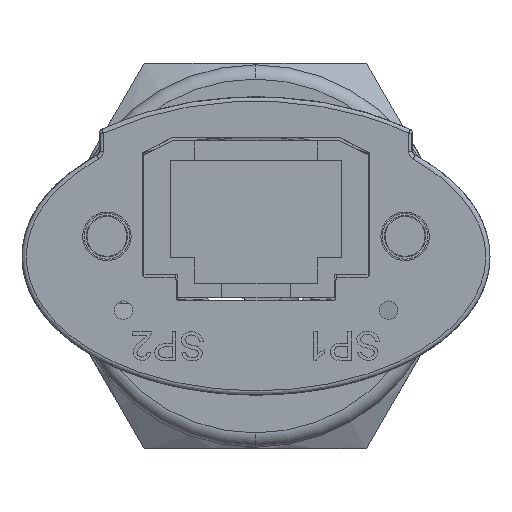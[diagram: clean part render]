
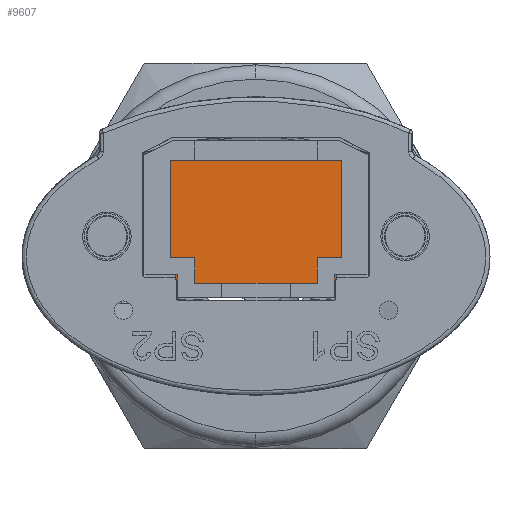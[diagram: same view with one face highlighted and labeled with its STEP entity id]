
A CAD part, left-side view. The second image highlights one B-rep face of the part: STEP entity #9607.
In plain terms, the highlighted planar face has unit normal (-1, 0, 0).
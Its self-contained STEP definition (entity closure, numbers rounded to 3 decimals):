
#5921=CARTESIAN_POINT('',(-43.22,-5.625,-2.87));
#5922=VERTEX_POINT('',#5921);
#5930=CARTESIAN_POINT('',(-43.22,5.625,-2.87));
#5931=VERTEX_POINT('',#5930);
#5932=CARTESIAN_POINT('',(-43.22,5.625,-2.87));
#5933=DIRECTION('',(0.0,-1.0,0.0));
#5934=VECTOR('',#5933,11.25);
#5935=LINE('',#5932,#5934);
#5936=EDGE_CURVE('',#5931,#5922,#5935,.T.);
#8244=CARTESIAN_POINT('',(-43.22,-4.3,-0.07));
#8245=VERTEX_POINT('',#8244);
#8246=CARTESIAN_POINT('',(-43.22,-6.,-0.07));
#8247=VERTEX_POINT('',#8246);
#8248=CARTESIAN_POINT('',(-43.22,-4.3,-0.07));
#8249=DIRECTION('',(0.0,-1.0,0.0));
#8250=VECTOR('',#8249,1.7);
#8251=LINE('',#8248,#8250);
#8252=EDGE_CURVE('',#8245,#8247,#8251,.T.);
#8275=CARTESIAN_POINT('',(-43.22,-6.,6.73));
#8276=VERTEX_POINT('',#8275);
#8277=CARTESIAN_POINT('',(-43.22,-6.,-0.07));
#8278=DIRECTION('',(0.0,0.0,1.0));
#8279=VECTOR('',#8278,6.8);
#8280=LINE('',#8277,#8279);
#8281=EDGE_CURVE('',#8247,#8276,#8280,.T.);
#8299=CARTESIAN_POINT('',(-43.22,6.,6.73));
#8300=VERTEX_POINT('',#8299);
#8301=CARTESIAN_POINT('',(-43.22,-6.,6.73));
#8302=DIRECTION('',(0.0,1.0,0.0));
#8303=VECTOR('',#8302,12.);
#8304=LINE('',#8301,#8303);
#8305=EDGE_CURVE('',#8276,#8300,#8304,.T.);
#8329=CARTESIAN_POINT('',(-43.22,6.,-0.07));
#8330=VERTEX_POINT('',#8329);
#8331=CARTESIAN_POINT('',(-43.22,6.,6.73));
#8332=DIRECTION('',(0.0,0.0,-1.0));
#8333=VECTOR('',#8332,6.8);
#8334=LINE('',#8331,#8333);
#8335=EDGE_CURVE('',#8300,#8330,#8334,.T.);
#8353=CARTESIAN_POINT('',(-43.22,4.3,-0.07));
#8354=VERTEX_POINT('',#8353);
#8355=CARTESIAN_POINT('',(-43.22,6.,-0.07));
#8356=DIRECTION('',(0.0,-1.0,0.0));
#8357=VECTOR('',#8356,1.7);
#8358=LINE('',#8355,#8357);
#8359=EDGE_CURVE('',#8330,#8354,#8358,.T.);
#8385=CARTESIAN_POINT('',(-43.22,4.3,-1.27));
#8386=VERTEX_POINT('',#8385);
#8393=CARTESIAN_POINT('',(-43.22,4.3,-0.07));
#8394=DIRECTION('',(0.0,0.0,-1.0));
#8395=VECTOR('',#8394,1.2);
#8396=LINE('',#8393,#8395);
#8397=EDGE_CURVE('',#8354,#8386,#8396,.T.);
#8412=CARTESIAN_POINT('',(-43.22,-4.3,-1.27));
#8413=VERTEX_POINT('',#8412);
#8429=CARTESIAN_POINT('',(-43.22,-4.3,-1.27));
#8430=DIRECTION('',(0.0,0.0,1.0));
#8431=VECTOR('',#8430,1.2);
#8432=LINE('',#8429,#8431);
#8433=EDGE_CURVE('',#8413,#8245,#8432,.T.);
#8556=CARTESIAN_POINT('',(-43.22,-5.625,-1.27));
#8557=VERTEX_POINT('',#8556);
#8558=CARTESIAN_POINT('',(-43.22,-5.625,-1.27));
#8559=DIRECTION('',(0.0,1.0,0.0));
#8560=VECTOR('',#8559,1.325);
#8561=LINE('',#8558,#8560);
#8562=EDGE_CURVE('',#8557,#8413,#8561,.T.);
#8787=CARTESIAN_POINT('',(-43.22,5.625,-1.27));
#8788=VERTEX_POINT('',#8787);
#8796=CARTESIAN_POINT('',(-43.22,4.3,-1.27));
#8797=DIRECTION('',(0.0,1.0,0.0));
#8798=VECTOR('',#8797,1.325);
#8799=LINE('',#8796,#8798);
#8800=EDGE_CURVE('',#8386,#8788,#8799,.T.);
#9572=CARTESIAN_POINT('',(-43.22,-5.625,-2.87));
#9573=DIRECTION('',(0.0,0.0,1.0));
#9574=VECTOR('',#9573,1.6);
#9575=LINE('',#9572,#9574);
#9576=EDGE_CURVE('',#5922,#8557,#9575,.T.);
#9583=CARTESIAN_POINT('',(-43.22,-5.625,-2.87));
#9584=DIRECTION('',(-1.0,0.0,0.0));
#9585=DIRECTION('',(0.0,0.0,1.0));
#9586=AXIS2_PLACEMENT_3D('',#9583,#9584,#9585);
#9587=PLANE('',#9586);
#9588=ORIENTED_EDGE('',*,*,#8800,.T.);
#9589=CARTESIAN_POINT('',(-43.22,5.625,-2.87));
#9590=DIRECTION('',(0.0,0.0,1.0));
#9591=VECTOR('',#9590,1.6);
#9592=LINE('',#9589,#9591);
#9593=EDGE_CURVE('',#5931,#8788,#9592,.T.);
#9594=ORIENTED_EDGE('',*,*,#9593,.F.);
#9595=ORIENTED_EDGE('',*,*,#5936,.T.);
#9596=ORIENTED_EDGE('',*,*,#9576,.T.);
#9597=ORIENTED_EDGE('',*,*,#8562,.T.);
#9598=ORIENTED_EDGE('',*,*,#8433,.T.);
#9599=ORIENTED_EDGE('',*,*,#8252,.T.);
#9600=ORIENTED_EDGE('',*,*,#8281,.T.);
#9601=ORIENTED_EDGE('',*,*,#8305,.T.);
#9602=ORIENTED_EDGE('',*,*,#8335,.T.);
#9603=ORIENTED_EDGE('',*,*,#8359,.T.);
#9604=ORIENTED_EDGE('',*,*,#8397,.T.);
#9605=EDGE_LOOP('',(#9588,#9594,#9595,#9596,#9597,#9598,#9599,#9600,#9601,#9602,#9603,#9604));
#9606=FACE_OUTER_BOUND('',#9605,.T.);
#9607=ADVANCED_FACE('',(#9606),#9587,.T.);
